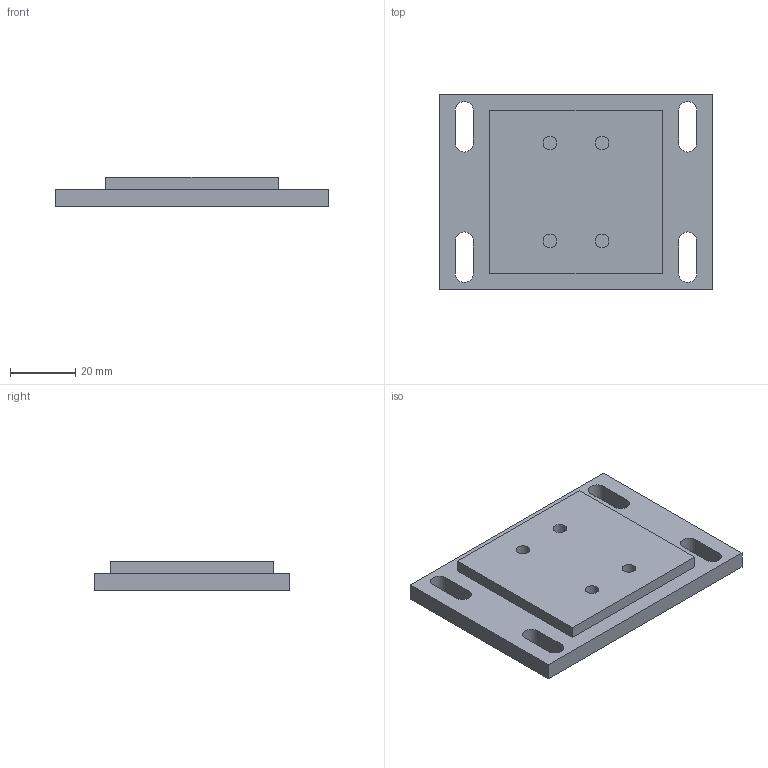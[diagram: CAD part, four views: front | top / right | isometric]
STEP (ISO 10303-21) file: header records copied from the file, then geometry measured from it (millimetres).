
FILE_DESCRIPTION(/* description */ (''),/* implementation_level */ '2;1');
FILE_NAME(/* name */ 'Motor to Extrusion Adaptor_v5.step',/* time_stamp */ '2022-05-10T16:51:41+01:00',/* author */ (''),/* organization */ (''),/* preprocessor_version */ 'ST-DEVELOPER v18.1',/* originating_system */ 'Autodesk Translation Framework v10.14.0.1471',/* authorisation */ '');
FILE_SCHEMA (('AUTOMOTIVE_DESIGN { 1 0 10303 214 3 1 1 }'));
Length unit declared in the file: millimetre
Products named in the file (1): Motor to Extrusion Adaptor
Bounding box: 84 x 60 x 9 mm (x, y, z)
Volume: 33701.6 mm3; surface area: 13242.3 mm2
Topology: 1 solids, 1 shells, 63 faces, 156 edges, 104 vertices
Faces by surface type: plane 51, cylinder 12
Full cylindrical faces by diameter (mm): 4.2 x4
Entity records: 1903 total; most frequent: CARTESIAN_POINT 324, ORIENTED_EDGE 312, DIRECTION 308, EDGE_CURVE 156, LINE 132, VECTOR 132, VERTEX_POINT 104, AXIS2_PLACEMENT_3D 88
